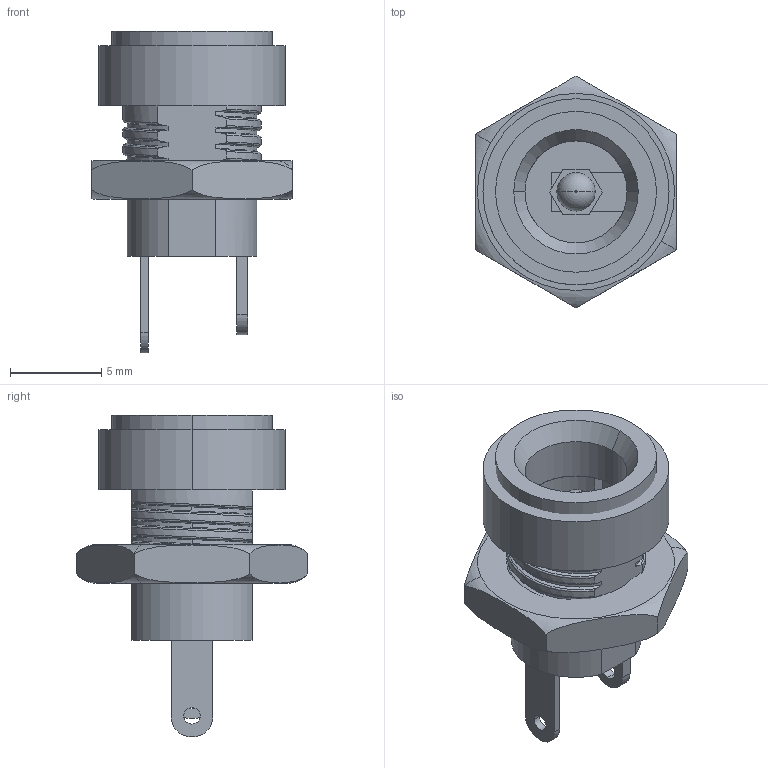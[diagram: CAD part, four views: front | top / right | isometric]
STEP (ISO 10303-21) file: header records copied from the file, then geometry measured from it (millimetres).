
FILE_DESCRIPTION (( 'STEP AP214' ), '1' );
FILE_NAME ('DC Jack Panel Mount ASSY.STEP', '2019-01-31T16:43:27', ( '' ), ( '' ), 'SwSTEP 2.0', 'SolidWorks 2018', '' );
FILE_SCHEMA (( 'AUTOMOTIVE_DESIGN' ));
Length unit declared in the file: millimetre
Products named in the file (3): DC Jack Panel Mount ASSY; DC Jack Panel Mount Base; DC Jack Panel Mount Nut
Assembly tree (2 placements, depth 2):
  DC Jack Panel Mount ASSY
    DC Jack Panel Mount Base
    DC Jack Panel Mount Nut
Bounding box: 11 x 12.7 x 17.63 mm (x, y, z)
Volume: 615.3 mm3; surface area: 1291.1 mm2
Topology: 7 solids, 7 shells, 172 faces, 447 edges, 294 vertices
Faces by surface type: cylinder 64, plane 52, bspline 44, torus 10, cone 2
Entity records: 12187 total; most frequent: CARTESIAN_POINT 7533, ORIENTED_EDGE 894, DIRECTION 615, EDGE_CURVE 447, VERTEX_POINT 294, AXIS2_PLACEMENT_3D 222, EDGE_LOOP 185, ADVANCED_FACE 172
